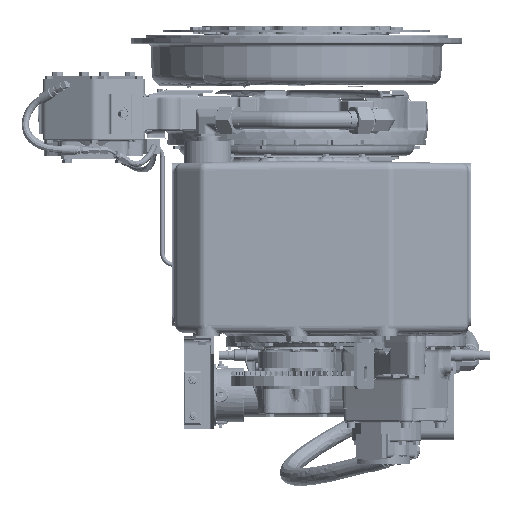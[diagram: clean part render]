
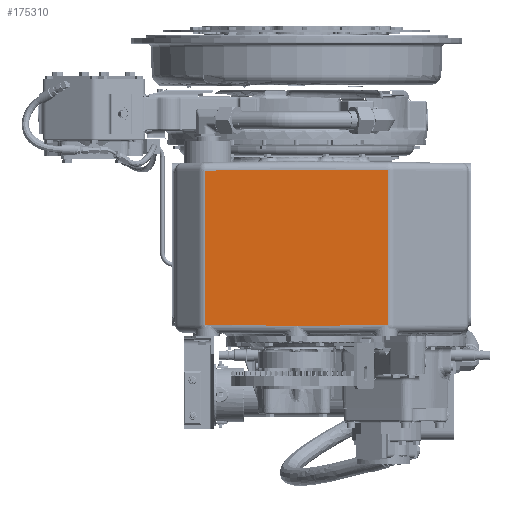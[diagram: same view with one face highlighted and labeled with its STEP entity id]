
A CAD part, front view. The second image highlights one B-rep face of the part: STEP entity #175310.
In plain terms, the highlighted planar face has unit normal (0, -1, 0).
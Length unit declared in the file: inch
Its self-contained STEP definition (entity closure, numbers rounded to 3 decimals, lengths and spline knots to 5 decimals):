
#4061 = EDGE_CURVE ( 'NONE', #28458, #385938, #141137, .T. ) ;
#4568 = CARTESIAN_POINT ( 'NONE',  ( 7.70817, -18.5, 0.88075 ) ) ;
#6387 = DIRECTION ( 'NONE',  ( 1., 0., -0.012 ) ) ;
#13266 = ORIENTED_EDGE ( 'NONE', *, *, #391885, .T. ) ;
#15177 = CARTESIAN_POINT ( 'NONE',  ( 0., -18.5, 0.81351 ) ) ;
#16942 = EDGE_CURVE ( 'NONE', #385938, #83396, #153840, .T. ) ;
#24564 = CARTESIAN_POINT ( 'NONE',  ( 0.00852, -18.5, 0.81341 ) ) ;
#28458 = VERTEX_POINT ( 'NONE', #289702 ) ;
#29271 = CARTESIAN_POINT ( 'NONE',  ( -7.70568, -18.5, 13.92136 ) ) ;
#31014 = DIRECTION ( 'NONE',  ( 0., 0., -1. ) ) ;
#33615 = LINE ( 'NONE', #24564, #117936 ) ;
#40703 = CARTESIAN_POINT ( 'NONE',  ( 7.71419, -18.5, 13.94919 ) ) ;
#42347 = AXIS2_PLACEMENT_3D ( 'NONE', #240520, #50700, #272414 ) ;
#42481 = DIRECTION ( 'NONE',  ( 0., 0., 1. ) ) ;
#46719 = LINE ( 'NONE', #93306, #373715 ) ;
#50700 = DIRECTION ( 'NONE',  ( 0., 1., 0. ) ) ;
#54361 = ORIENTED_EDGE ( 'NONE', *, *, #221385, .T. ) ;
#56881 = VECTOR ( 'NONE', #163879, 39.37008 ) ;
#63832 = DIRECTION ( 'NONE',  ( -1., 0., -0.012 ) ) ;
#68658 = CARTESIAN_POINT ( 'NONE',  ( 0.00125, -18.5, 14.0165 ) ) ;
#74304 = CARTESIAN_POINT ( 'NONE',  ( 7.71419, -18.5, -34.65998 ) ) ;
#74704 = ORIENTED_EDGE ( 'NONE', *, *, #16942, .T. ) ;
#77064 = EDGE_LOOP ( 'NONE', ( #335146, #54361, #168879, #94325, #84905, #13266, #179079, #74704, #393411 ) ) ;
#81759 = VECTOR ( 'NONE', #63832, 39.37008 ) ;
#83396 = VERTEX_POINT ( 'NONE', #314393 ) ;
#84905 = ORIENTED_EDGE ( 'NONE', *, *, #169455, .T. ) ;
#88928 = DIRECTION ( 'NONE',  ( 1., 0., -0.012 ) ) ;
#93306 = CARTESIAN_POINT ( 'NONE',  ( -7.71419, -18.5, -34.65998 ) ) ;
#94325 = ORIENTED_EDGE ( 'NONE', *, *, #266139, .T. ) ;
#97599 = VERTEX_POINT ( 'NONE', #15177 ) ;
#98805 = CARTESIAN_POINT ( 'NONE',  ( -7.71419, -18.5, 13.92125 ) ) ;
#99730 = LINE ( 'NONE', #74304, #258370 ) ;
#117936 = VECTOR ( 'NONE', #278081, 39.37008 ) ;
#120842 = CARTESIAN_POINT ( 'NONE',  ( 0.00852, -18.5, 0.81341 ) ) ;
#120926 = CARTESIAN_POINT ( 'NONE',  ( 7.5, -18.5, 0.87894 ) ) ;
#136080 = EDGE_CURVE ( 'NONE', #261106, #149941, #333766, .T. ) ;
#141137 = LINE ( 'NONE', #4568, #56881 ) ;
#149941 = VERTEX_POINT ( 'NONE', #68658 ) ;
#153840 = LINE ( 'NONE', #359278, #396649 ) ;
#155535 = LINE ( 'NONE', #164319, #398408 ) ;
#156794 = CARTESIAN_POINT ( 'NONE',  ( -0.00602, -18.5, 14.01657 ) ) ;
#163879 = DIRECTION ( 'NONE',  ( 1., 0., 0.009 ) ) ;
#164319 = CARTESIAN_POINT ( 'NONE',  ( 0.00852, -18.5, 0.81341 ) ) ;
#168879 = ORIENTED_EDGE ( 'NONE', *, *, #229743, .T. ) ;
#169455 = EDGE_CURVE ( 'NONE', #388888, #97599, #216090, .T. ) ;
#175310 = ADVANCED_FACE ( 'NONE', ( #337849 ), #302890, .F. ) ;
#179079 = ORIENTED_EDGE ( 'NONE', *, *, #4061, .T. ) ;
#179118 = VERTEX_POINT ( 'NONE', #98805 ) ;
#208042 = CARTESIAN_POINT ( 'NONE',  ( -7.71419, -18.5, 0.90875 ) ) ;
#216090 = LINE ( 'NONE', #120842, #374535 ) ;
#219130 = DIRECTION ( 'NONE',  ( -1., 0., 0.009 ) ) ;
#221385 = EDGE_CURVE ( 'NONE', #149941, #179118, #250366, .T. ) ;
#229743 = EDGE_CURVE ( 'NONE', #179118, #269860, #46719, .T. ) ;
#240482 = CARTESIAN_POINT ( 'NONE',  ( -7.5, -18.5, 0.9061 ) ) ;
#240520 = CARTESIAN_POINT ( 'NONE',  ( 8., -18.5, -34.65998 ) ) ;
#250366 = LINE ( 'NONE', #29271, #81759 ) ;
#258370 = VECTOR ( 'NONE', #42481, 39.37008 ) ;
#261106 = VERTEX_POINT ( 'NONE', #40703 ) ;
#266139 = EDGE_CURVE ( 'NONE', #269860, #388888, #155535, .T. ) ;
#269860 = VERTEX_POINT ( 'NONE', #208042 ) ;
#272414 = DIRECTION ( 'NONE',  ( 0., 0., -1. ) ) ;
#278081 = DIRECTION ( 'NONE',  ( 1., 0., -0.012 ) ) ;
#289702 = CARTESIAN_POINT ( 'NONE',  ( 0.00125, -18.5, 0.8135 ) ) ;
#298892 = EDGE_CURVE ( 'NONE', #83396, #261106, #99730, .T. ) ;
#302890 = PLANE ( 'NONE',  #42347 ) ;
#314393 = CARTESIAN_POINT ( 'NONE',  ( 7.71419, -18.5, 0.88081 ) ) ;
#323879 = VECTOR ( 'NONE', #219130, 39.37008 ) ;
#327420 = DIRECTION ( 'NONE',  ( 1., 0., 0.009 ) ) ;
#333766 = LINE ( 'NONE', #156794, #323879 ) ;
#335146 = ORIENTED_EDGE ( 'NONE', *, *, #136080, .T. ) ;
#337849 = FACE_OUTER_BOUND ( 'NONE', #77064, .T. ) ;
#359278 = CARTESIAN_POINT ( 'NONE',  ( 7.70817, -18.5, 0.88075 ) ) ;
#373715 = VECTOR ( 'NONE', #31014, 39.37008 ) ;
#374535 = VECTOR ( 'NONE', #88928, 39.37008 ) ;
#385938 = VERTEX_POINT ( 'NONE', #120926 ) ;
#388888 = VERTEX_POINT ( 'NONE', #240482 ) ;
#391885 = EDGE_CURVE ( 'NONE', #97599, #28458, #33615, .T. ) ;
#393411 = ORIENTED_EDGE ( 'NONE', *, *, #298892, .T. ) ;
#396649 = VECTOR ( 'NONE', #327420, 39.37008 ) ;
#398408 = VECTOR ( 'NONE', #6387, 39.37008 ) ;
